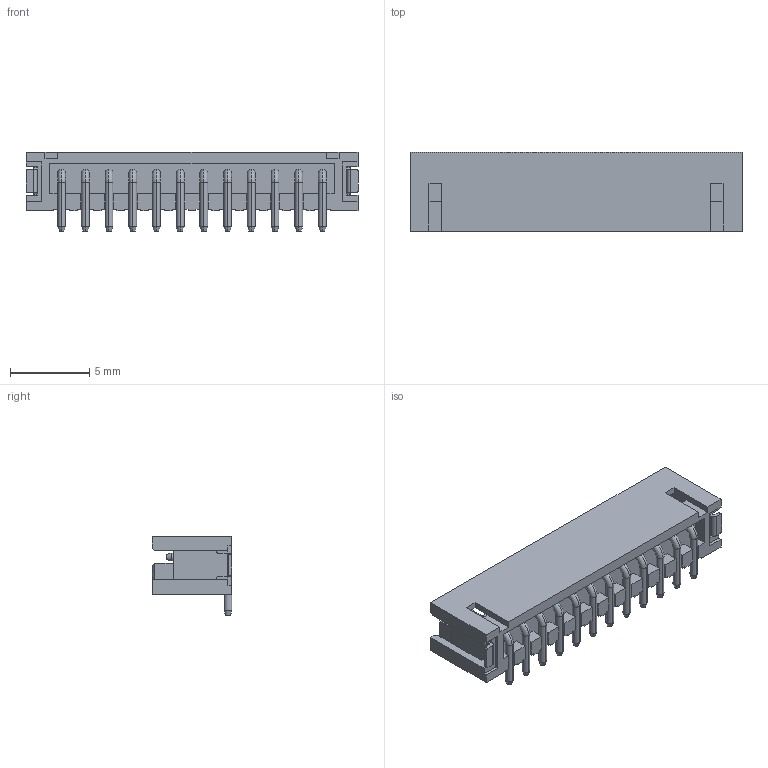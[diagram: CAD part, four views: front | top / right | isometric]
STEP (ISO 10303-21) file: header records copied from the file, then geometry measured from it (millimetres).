
FILE_DESCRIPTION((''),'2;1');
FILE_NAME('FWF15005-S05S24W5M','2025-01-22T',('工程三'),(''),'PRO/ENGINEER BY PARAMETRIC TECHNOLOGY CORPORATION, 2010280','PRO/ENGINEER BY PARAMETRIC TECHNOLOGY CORPORATION, 2010280','');
FILE_SCHEMA(('CONFIG_CONTROL_DESIGN'));
Length unit declared in the file: millimetre
Products named in the file (1): FWF15005-S05S24W5M
Bounding box: 21 x 5.05 x 5 mm (x, y, z)
Volume: 183.7 mm3; surface area: 719.1 mm2
Topology: 1 solids, 1 shells, 366 faces, 918 edges, 574 vertices
Faces by surface type: plane 230, cylinder 64, cone 48, torus 24
Entity records: 10820 total; most frequent: DIRECTION 1874, CARTESIAN_POINT 1858, ORIENTED_EDGE 1836, EDGE_CURVE 918, VECTOR 694, LINE 694, AXIS2_PLACEMENT_3D 590, VERTEX_POINT 574
